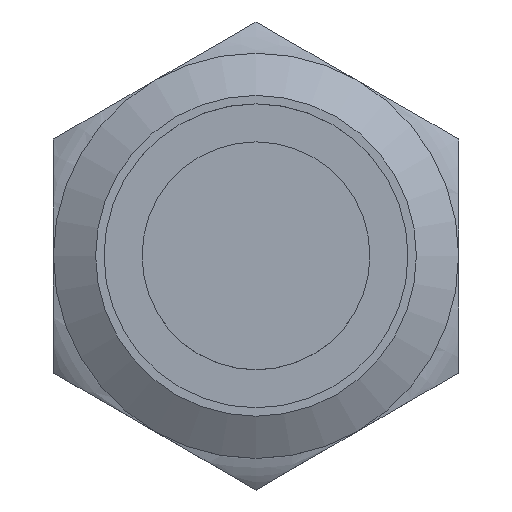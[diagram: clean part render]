
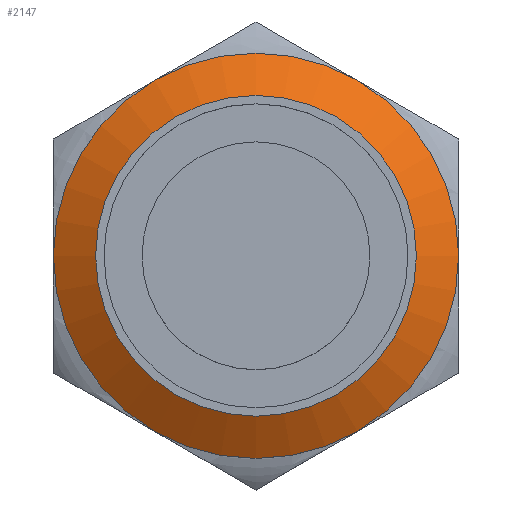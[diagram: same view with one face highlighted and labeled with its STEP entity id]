
A CAD part, top view. The second image highlights one B-rep face of the part: STEP entity #2147.
In plain terms, the highlighted conical face has half-angle 59.036 degrees and reference radius 9.5 mm.
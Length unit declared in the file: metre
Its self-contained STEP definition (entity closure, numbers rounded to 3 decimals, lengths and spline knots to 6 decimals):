
#18=CONICAL_SURFACE('',#2357,0.0095,1.03);
#726=ORIENTED_EDGE('',*,*,#1245,.F.);
#727=ORIENTED_EDGE('',*,*,#1248,.F.);
#1245=EDGE_CURVE('',#1522,#1522,#1695,.F.);
#1248=EDGE_CURVE('',#1525,#1525,#1698,.T.);
#1522=VERTEX_POINT('',#3352);
#1525=VERTEX_POINT('',#3359);
#1695=CIRCLE('',#2343,0.012);
#1698=CIRCLE('',#2347,0.0095);
#1805=EDGE_LOOP('',(#726));
#1806=EDGE_LOOP('',(#727));
#1967=FACE_BOUND('',#1805,.T.);
#1968=FACE_BOUND('',#1806,.T.);
#2147=ADVANCED_FACE('',(#1967,#1968),#18,.T.);
#2343=AXIS2_PLACEMENT_3D('',#3351,#2631,#2632);
#2347=AXIS2_PLACEMENT_3D('',#3358,#2639,#2640);
#2357=AXIS2_PLACEMENT_3D('',#3373,#2659,#2660);
#2631=DIRECTION('',(0.,0.,1.));
#2632=DIRECTION('',(1.,0.,0.));
#2639=DIRECTION('',(0.,0.,1.));
#2640=DIRECTION('',(1.,0.,0.));
#2659=DIRECTION('',(0.,0.,-1.));
#2660=DIRECTION('',(-1.,0.,0.));
#3351=CARTESIAN_POINT('',(0.,0.,0.0005));
#3352=CARTESIAN_POINT('',(0.012,0.,0.0005));
#3358=CARTESIAN_POINT('',(0.,0.,0.002));
#3359=CARTESIAN_POINT('',(0.0095,0.,0.002));
#3373=CARTESIAN_POINT('',(0.,0.,0.002));
